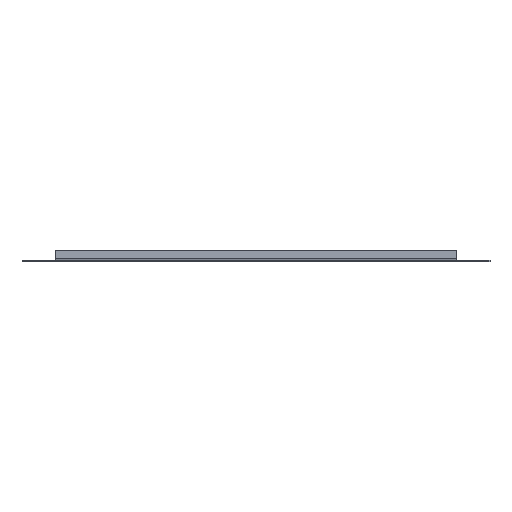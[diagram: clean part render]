
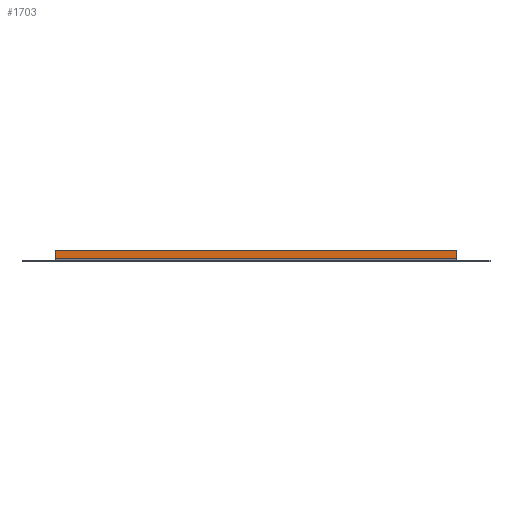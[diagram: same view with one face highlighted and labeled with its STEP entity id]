
A CAD part, front view. The second image highlights one B-rep face of the part: STEP entity #1703.
In plain terms, the highlighted planar face has unit normal (0, -1, 0).
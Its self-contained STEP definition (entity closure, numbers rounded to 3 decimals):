
#29 = VECTOR ( 'NONE', #485, 1000. ) ;
#126 = EDGE_CURVE ( 'NONE', #665, #1457, #1327, .T. ) ;
#172 = DIRECTION ( 'NONE',  ( 0., 0., -1. ) ) ;
#189 = LINE ( 'NONE', #1408, #556 ) ;
#237 = CARTESIAN_POINT ( 'NONE',  ( 142.5, -99., 1.3 ) ) ;
#258 = VECTOR ( 'NONE', #986, 1000. ) ;
#455 = VERTEX_POINT ( 'NONE', #237 ) ;
#459 = CARTESIAN_POINT ( 'NONE',  ( -142.5, -99., 7. ) ) ;
#485 = DIRECTION ( 'NONE',  ( 0., 0., 1. ) ) ;
#556 = VECTOR ( 'NONE', #1394, 1000. ) ;
#660 = DIRECTION ( 'NONE',  ( 1., 0., 0. ) ) ;
#665 = VERTEX_POINT ( 'NONE', #1020 ) ;
#779 = CARTESIAN_POINT ( 'NONE',  ( 142.5, -99., 7. ) ) ;
#796 = CARTESIAN_POINT ( 'NONE',  ( 0., -99., 0. ) ) ;
#860 = ORIENTED_EDGE ( 'NONE', *, *, #1291, .F. ) ;
#986 = DIRECTION ( 'NONE',  ( 0., 0., -1. ) ) ;
#1020 = CARTESIAN_POINT ( 'NONE',  ( -142.5, -99., 7. ) ) ;
#1060 = FACE_OUTER_BOUND ( 'NONE', #1493, .T. ) ;
#1102 = DIRECTION ( 'NONE',  ( 0., 1., 0. ) ) ;
#1166 = ORIENTED_EDGE ( 'NONE', *, *, #1219, .F. ) ;
#1167 = CARTESIAN_POINT ( 'NONE',  ( 142.5, -99., 7. ) ) ;
#1219 = EDGE_CURVE ( 'NONE', #1653, #665, #1571, .T. ) ;
#1230 = AXIS2_PLACEMENT_3D ( 'NONE', #796, #1102, #172 ) ;
#1291 = EDGE_CURVE ( 'NONE', #1457, #455, #1421, .T. ) ;
#1320 = EDGE_CURVE ( 'NONE', #455, #1653, #189, .T. ) ;
#1327 = LINE ( 'NONE', #779, #1641 ) ;
#1394 = DIRECTION ( 'NONE',  ( -1., 0., 0. ) ) ;
#1408 = CARTESIAN_POINT ( 'NONE',  ( -142.5, -99., 1.3 ) ) ;
#1413 = ORIENTED_EDGE ( 'NONE', *, *, #126, .F. ) ;
#1421 = LINE ( 'NONE', #1516, #258 ) ;
#1457 = VERTEX_POINT ( 'NONE', #1167 ) ;
#1493 = EDGE_LOOP ( 'NONE', ( #1694, #860, #1413, #1166 ) ) ;
#1494 = CARTESIAN_POINT ( 'NONE',  ( -142.5, -99., 1.3 ) ) ;
#1516 = CARTESIAN_POINT ( 'NONE',  ( 142.5, -99., 0. ) ) ;
#1571 = LINE ( 'NONE', #459, #29 ) ;
#1602 = PLANE ( 'NONE',  #1230 ) ;
#1641 = VECTOR ( 'NONE', #660, 1000. ) ;
#1653 = VERTEX_POINT ( 'NONE', #1494 ) ;
#1694 = ORIENTED_EDGE ( 'NONE', *, *, #1320, .F. ) ;
#1703 = ADVANCED_FACE ( 'NONE', ( #1060 ), #1602, .F. ) ;
